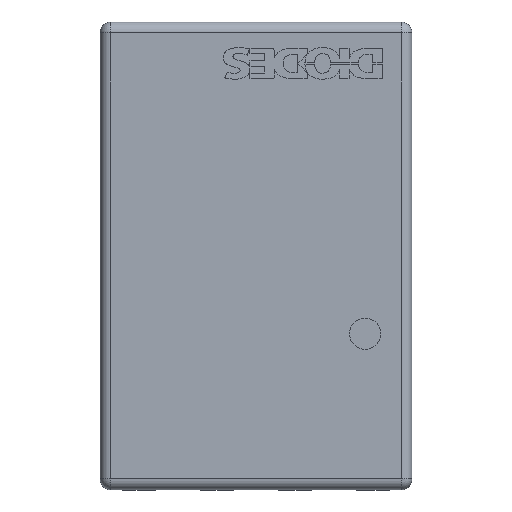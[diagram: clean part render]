
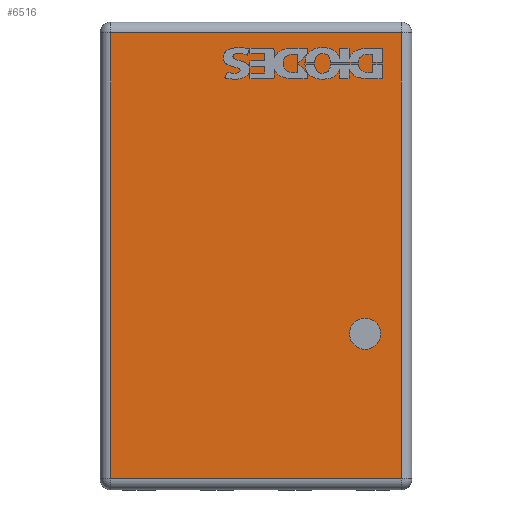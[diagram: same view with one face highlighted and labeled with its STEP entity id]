
A CAD part, top view. The second image highlights one B-rep face of the part: STEP entity #6516.
In plain terms, the highlighted planar face has unit normal (0, 0, 1).
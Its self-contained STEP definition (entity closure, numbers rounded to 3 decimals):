
#561=FACE_OUTER_BOUND('',#924,.T.);
#924=EDGE_LOOP('',(#4757,#4758,#4759,#4760));
#1419=LINE('',#9594,#2138);
#1420=LINE('',#9607,#2139);
#1421=LINE('',#9611,#2140);
#1423=LINE('',#9614,#2142);
#2138=VECTOR('',#7900,10.);
#2139=VECTOR('',#7919,10.);
#2140=VECTOR('',#7926,10.);
#2142=VECTOR('',#7930,10.);
#2814=VERTEX_POINT('',#9580);
#2818=VERTEX_POINT('',#9589);
#2820=VERTEX_POINT('',#9598);
#2821=VERTEX_POINT('',#9602);
#3555=EDGE_CURVE('',#2814,#2818,#1419,.T.);
#3562=EDGE_CURVE('',#2821,#2820,#1420,.T.);
#3564=EDGE_CURVE('',#2818,#2821,#1421,.T.);
#3566=EDGE_CURVE('',#2820,#2814,#1423,.T.);
#4757=ORIENTED_EDGE('',*,*,#3562,.F.);
#4758=ORIENTED_EDGE('',*,*,#3564,.F.);
#4759=ORIENTED_EDGE('',*,*,#3555,.F.);
#4760=ORIENTED_EDGE('',*,*,#3566,.F.);
#6246=PLANE('',#7055);
#6516=ADVANCED_FACE('',(#561),#6246,.T.);
#7055=AXIS2_PLACEMENT_3D('',#9635,#7954,#7955);
#7900=DIRECTION('',(0.,-1.,0.));
#7919=DIRECTION('',(0.,1.,0.));
#7926=DIRECTION('',(-1.,0.,0.));
#7930=DIRECTION('',(1.,0.,0.));
#7954=DIRECTION('center_axis',(0.,0.,1.));
#7955=DIRECTION('ref_axis',(1.,0.,0.));
#9580=CARTESIAN_POINT('',(0.93,1.43,0.85));
#9589=CARTESIAN_POINT('',(0.93,-1.43,0.85));
#9594=CARTESIAN_POINT('',(0.93,0.,0.85));
#9598=CARTESIAN_POINT('',(-0.93,1.43,0.85));
#9602=CARTESIAN_POINT('',(-0.93,-1.43,0.85));
#9607=CARTESIAN_POINT('',(-0.93,0.,0.85));
#9611=CARTESIAN_POINT('',(-0.5,-1.43,0.85));
#9614=CARTESIAN_POINT('',(-0.5,1.43,0.85));
#9635=CARTESIAN_POINT('Origin',(-1.,0.,0.85));
